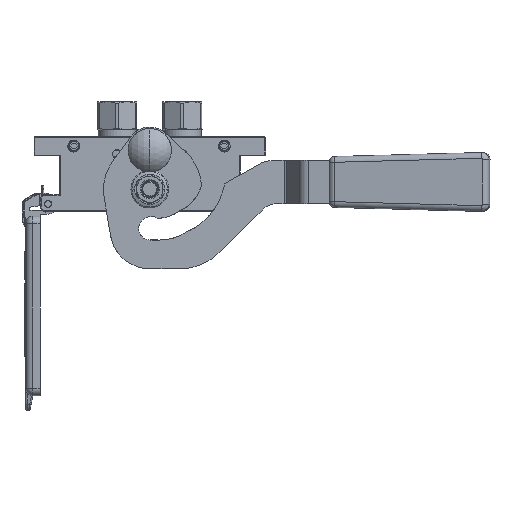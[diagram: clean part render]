
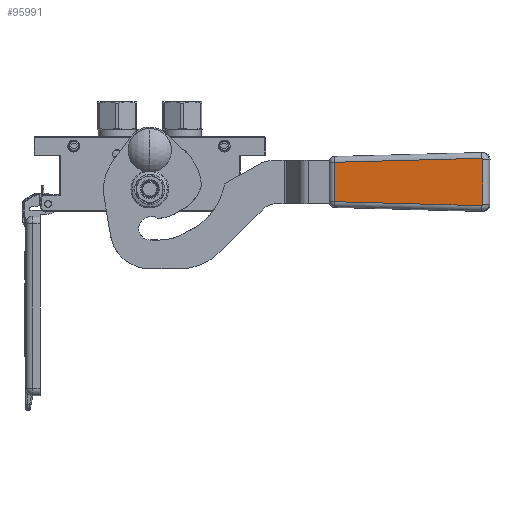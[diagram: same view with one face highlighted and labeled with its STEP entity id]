
A CAD part, front view. The second image highlights one B-rep face of the part: STEP entity #95991.
In plain terms, the highlighted face is planar.
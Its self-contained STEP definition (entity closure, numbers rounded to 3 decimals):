
#210 = EDGE_CURVE ( 'NONE', #85328, #70182, #35904, .T. ) ;
#3124 = CARTESIAN_POINT ( 'NONE',  ( 16.209, 0.061, -4.509 ) ) ;
#3237 = CARTESIAN_POINT ( 'NONE',  ( 16.364, 0.068, -5.014 ) ) ;
#4493 = CARTESIAN_POINT ( 'NONE',  ( 16.363, 0.069, -5.081 ) ) ;
#4747 = CARTESIAN_POINT ( 'NONE',  ( -15.754, 0.056, -4.127 ) ) ;
#7343 = CARTESIAN_POINT ( 'NONE',  ( -16.363, 0.069, -5.081 ) ) ;
#11565 = CARTESIAN_POINT ( 'NONE',  ( -16.363, 0.069, -5.081 ) ) ;
#12660 = VECTOR ( 'NONE', #36897, 1000. ) ;
#15335 = ORIENTED_EDGE ( 'NONE', *, *, #75262, .F. ) ;
#16855 = LINE ( 'NONE', #81350, #72693 ) ;
#19034 = CARTESIAN_POINT ( 'NONE',  ( -16.364, 0.068, -5.014 ) ) ;
#19190 = ORIENTED_EDGE ( 'NONE', *, *, #87850, .F. ) ;
#19994 = CARTESIAN_POINT ( 'NONE',  ( -15.43, 0.055, -4.054 ) ) ;
#22457 = DIRECTION ( 'NONE',  ( -1., 0., 0. ) ) ;
#25714 = EDGE_CURVE ( 'NONE', #60215, #45578, #53486, .T. ) ;
#26432 = CARTESIAN_POINT ( 'NONE',  ( -15.363, 0.055, -4.054 ) ) ;
#27153 = CARTESIAN_POINT ( 'NONE',  ( -16.355, 0.066, -4.882 ) ) ;
#29953 = ORIENTED_EDGE ( 'NONE', *, *, #210, .F. ) ;
#30722 = CARTESIAN_POINT ( 'NONE',  ( -15.363, 0.055, -4.054 ) ) ;
#31651 = ORIENTED_EDGE ( 'NONE', *, *, #25714, .F. ) ;
#31737 = ORIENTED_EDGE ( 'NONE', *, *, #70198, .F. ) ;
#32693 = CARTESIAN_POINT ( 'NONE',  ( 15.363, 0.055, -4.054 ) ) ;
#32930 = CARTESIAN_POINT ( 'NONE',  ( 13.607, 1.447, -107.054 ) ) ;
#33013 = CARTESIAN_POINT ( 'NONE',  ( 15.754, 0.056, -4.127 ) ) ;
#33997 = CARTESIAN_POINT ( 'NONE',  ( -15.363, 0.055, -4.054 ) ) ;
#35345 = CARTESIAN_POINT ( 'NONE',  ( 50., 1.5, -111. ) ) ;
#35904 = B_SPLINE_CURVE_WITH_KNOTS ( 'NONE', 3,
 ( #32693, #70040, #77495, #33013, #84602, #47907, #3124, #47583, #91861, #3237, #70788 ),
 .UNSPECIFIED., .F., .F.,
 ( 4, 1, 1, 1, 1, 1, 1, 1, 4 ),
 ( 0., 0.125, 0.25, 0.375, 0.5, 0.625, 0.75, 0.875, 1. ),
 .UNSPECIFIED. ) ;
#36897 = DIRECTION ( 'NONE',  ( 1., 0., 0. ) ) ;
#39417 = VERTEX_POINT ( 'NONE', #32930 ) ;
#41113 = CARTESIAN_POINT ( 'NONE',  ( -16.301, 0.063, -4.688 ) ) ;
#42070 = CARTESIAN_POINT ( 'NONE',  ( -16.084, 0.059, -4.352 ) ) ;
#42802 = DIRECTION ( 'NONE',  ( 0., -0.014, 1. ) ) ;
#45105 = FACE_OUTER_BOUND ( 'NONE', #91426, .T. ) ;
#45578 = VERTEX_POINT ( 'NONE', #26432 ) ;
#47583 = CARTESIAN_POINT ( 'NONE',  ( 16.301, 0.063, -4.688 ) ) ;
#47907 = CARTESIAN_POINT ( 'NONE',  ( 16.084, 0.059, -4.352 ) ) ;
#50232 = DIRECTION ( 'NONE',  ( 0., 1., 0.014 ) ) ;
#52084 = LINE ( 'NONE', #30722, #12660 ) ;
#53486 = B_SPLINE_CURVE_WITH_KNOTS ( 'NONE', 3,
 ( #11565, #19034, #27153, #41113, #64538, #42070, #71016, #4747, #93058, #19994, #33997 ),
 .UNSPECIFIED., .F., .F.,
 ( 4, 1, 1, 1, 1, 1, 1, 1, 4 ),
 ( 0., 0.125, 0.25, 0.375, 0.5, 0.625, 0.75, 0.875, 1. ),
 .UNSPECIFIED. ) ;
#55097 = VECTOR ( 'NONE', #22457, 1000. ) ;
#56436 = DIRECTION ( 'NONE',  ( -0.027, -0.014, 1. ) ) ;
#57540 = VECTOR ( 'NONE', #56436, 1000. ) ;
#57823 = ORIENTED_EDGE ( 'NONE', *, *, #70424, .F. ) ;
#60215 = VERTEX_POINT ( 'NONE', #7343 ) ;
#64538 = CARTESIAN_POINT ( 'NONE',  ( -16.209, 0.061, -4.509 ) ) ;
#66777 = DIRECTION ( 'NONE',  ( -0.027, 0.014, -1. ) ) ;
#69064 = CARTESIAN_POINT ( 'NONE',  ( -13.607, 1.447, -107.054 ) ) ;
#70040 = CARTESIAN_POINT ( 'NONE',  ( 15.43, 0.055, -4.054 ) ) ;
#70182 = VERTEX_POINT ( 'NONE', #4493 ) ;
#70198 = EDGE_CURVE ( 'NONE', #92317, #60215, #88794, .T. ) ;
#70424 = EDGE_CURVE ( 'NONE', #45578, #85328, #52084, .T. ) ;
#70788 = CARTESIAN_POINT ( 'NONE',  ( 16.363, 0.069, -5.081 ) ) ;
#71016 = CARTESIAN_POINT ( 'NONE',  ( -15.931, 0.057, -4.223 ) ) ;
#72693 = VECTOR ( 'NONE', #66777, 1000. ) ;
#73309 = AXIS2_PLACEMENT_3D ( 'NONE', #35345, #50232, #42802 ) ;
#75262 = EDGE_CURVE ( 'NONE', #39417, #92317, #93449, .T. ) ;
#77495 = CARTESIAN_POINT ( 'NONE',  ( 15.562, 0.055, -4.067 ) ) ;
#81350 = CARTESIAN_POINT ( 'NONE',  ( 16.363, 0.069, -5.081 ) ) ;
#83156 = CARTESIAN_POINT ( 'NONE',  ( 13.607, 1.447, -107.054 ) ) ;
#84602 = CARTESIAN_POINT ( 'NONE',  ( 15.931, 0.057, -4.223 ) ) ;
#85328 = VERTEX_POINT ( 'NONE', #87219 ) ;
#86614 = CARTESIAN_POINT ( 'NONE',  ( -13.607, 1.447, -107.054 ) ) ;
#87219 = CARTESIAN_POINT ( 'NONE',  ( 15.363, 0.055, -4.054 ) ) ;
#87850 = EDGE_CURVE ( 'NONE', #70182, #39417, #16855, .T. ) ;
#88794 = LINE ( 'NONE', #86614, #57540 ) ;
#91426 = EDGE_LOOP ( 'NONE', ( #15335, #19190, #29953, #57823, #31651, #31737 ) ) ;
#91861 = CARTESIAN_POINT ( 'NONE',  ( 16.355, 0.066, -4.882 ) ) ;
#92317 = VERTEX_POINT ( 'NONE', #69064 ) ;
#93058 = CARTESIAN_POINT ( 'NONE',  ( -15.562, 0.055, -4.067 ) ) ;
#93449 = LINE ( 'NONE', #83156, #55097 ) ;
#94134 = PLANE ( 'NONE',  #73309 ) ;
#95991 = ADVANCED_FACE ( 'NONE', ( #45105 ), #94134, .F. ) ;
